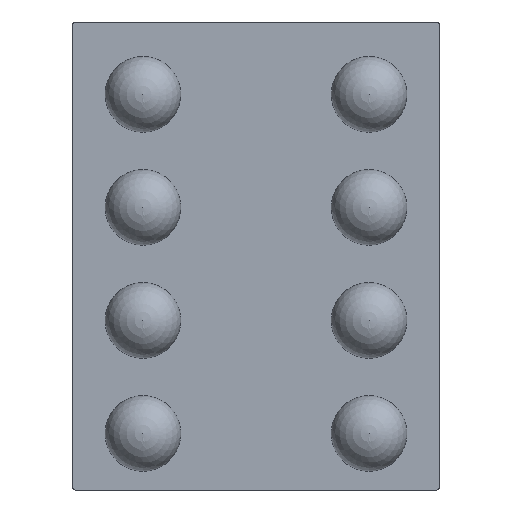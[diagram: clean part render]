
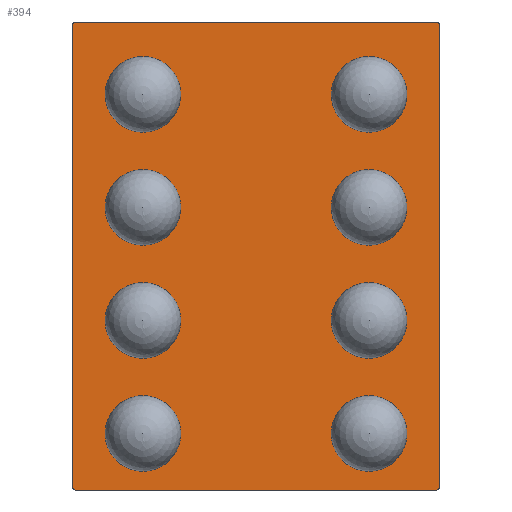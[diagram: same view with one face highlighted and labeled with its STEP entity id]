
A CAD part, front view. The second image highlights one B-rep face of the part: STEP entity #394.
In plain terms, the highlighted planar face has unit normal (0, -1, 0).
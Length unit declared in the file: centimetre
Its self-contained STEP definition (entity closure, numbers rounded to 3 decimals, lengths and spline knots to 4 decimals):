
#22=LINE('',#668,#42);
#27=LINE('',#683,#47);
#32=LINE('',#698,#52);
#33=LINE('',#702,#53);
#42=VECTOR('',#549,0.16);
#47=VECTOR('',#566,0.16);
#52=VECTOR('',#583,0.205);
#53=VECTOR('',#590,0.205);
#128=FACE_OUTER_BOUND('',#162,.T.);
#162=EDGE_LOOP('',(#339,#340,#341,#342,#343,#344,#345,#346));
#171=CIRCLE('',#430,0.001);
#175=CIRCLE('',#436,0.001);
#181=CIRCLE('',#450,0.001);
#185=CIRCLE('',#459,0.001);
#195=VERTEX_POINT('',#635);
#196=VERTEX_POINT('',#636);
#202=VERTEX_POINT('',#652);
#203=VERTEX_POINT('',#653);
#206=VERTEX_POINT('',#666);
#210=VERTEX_POINT('',#682);
#211=VERTEX_POINT('',#686);
#214=VERTEX_POINT('',#696);
#223=EDGE_CURVE('',#195,#196,#171,.T.);
#231=EDGE_CURVE('',#202,#203,#175,.T.);
#239=EDGE_CURVE('',#195,#206,#22,.T.);
#246=EDGE_CURVE('',#210,#203,#27,.T.);
#248=EDGE_CURVE('',#211,#206,#181,.T.);
#254=EDGE_CURVE('',#211,#214,#32,.T.);
#256=EDGE_CURVE('',#202,#196,#33,.T.);
#257=EDGE_CURVE('',#210,#214,#185,.T.);
#339=ORIENTED_EDGE('',*,*,#223,.F.);
#340=ORIENTED_EDGE('',*,*,#239,.T.);
#341=ORIENTED_EDGE('',*,*,#248,.F.);
#342=ORIENTED_EDGE('',*,*,#254,.T.);
#343=ORIENTED_EDGE('',*,*,#257,.F.);
#344=ORIENTED_EDGE('',*,*,#246,.T.);
#345=ORIENTED_EDGE('',*,*,#231,.F.);
#346=ORIENTED_EDGE('',*,*,#256,.T.);
#360=PLANE('',#462);
#394=ADVANCED_FACE('',(#128),#360,.F.);
#430=AXIS2_PLACEMENT_3D('',#637,#515,#516);
#436=AXIS2_PLACEMENT_3D('',#654,#531,#532);
#450=AXIS2_PLACEMENT_3D('',#687,#570,#571);
#459=AXIS2_PLACEMENT_3D('',#704,#593,#594);
#462=AXIS2_PLACEMENT_3D('',#707,#599,#600);
#515=DIRECTION('center_axis',(0.,1.,0.));
#516=DIRECTION('ref_axis',(-0.707,0.,-0.707));
#531=DIRECTION('center_axis',(0.,1.,0.));
#532=DIRECTION('ref_axis',(-0.707,0.,0.707));
#549=DIRECTION('',(1.,0.,0.));
#566=DIRECTION('',(-1.,0.,0.));
#570=DIRECTION('center_axis',(0.,1.,0.));
#571=DIRECTION('ref_axis',(0.707,0.,-0.707));
#583=DIRECTION('',(0.,0.,1.));
#590=DIRECTION('',(0.,0.,-1.));
#593=DIRECTION('center_axis',(0.,1.,0.));
#594=DIRECTION('ref_axis',(0.707,0.,0.707));
#599=DIRECTION('center_axis',(0.,1.,0.));
#600=DIRECTION('ref_axis',(0.,0.,1.));
#635=CARTESIAN_POINT('',(-0.08,0.,-0.1));
#636=CARTESIAN_POINT('',(-0.081,0.,-0.099));
#637=CARTESIAN_POINT('Origin',(-0.08,0.,-0.099));
#652=CARTESIAN_POINT('',(-0.081,0.,0.106));
#653=CARTESIAN_POINT('',(-0.08,0.,0.107));
#654=CARTESIAN_POINT('Origin',(-0.08,0.,0.106));
#666=CARTESIAN_POINT('',(0.08,0.,-0.1));
#668=CARTESIAN_POINT('',(0.,0.,-0.1));
#682=CARTESIAN_POINT('',(0.08,0.,0.107));
#683=CARTESIAN_POINT('',(0.,0.,0.107));
#686=CARTESIAN_POINT('',(0.081,0.,-0.099));
#687=CARTESIAN_POINT('Origin',(0.08,0.,-0.099));
#696=CARTESIAN_POINT('',(0.081,0.,0.106));
#698=CARTESIAN_POINT('',(0.081,0.,0.0035));
#702=CARTESIAN_POINT('',(-0.081,0.,0.0035));
#704=CARTESIAN_POINT('Origin',(0.08,0.,0.106));
#707=CARTESIAN_POINT('Origin',(0.,0.,0.0035));
